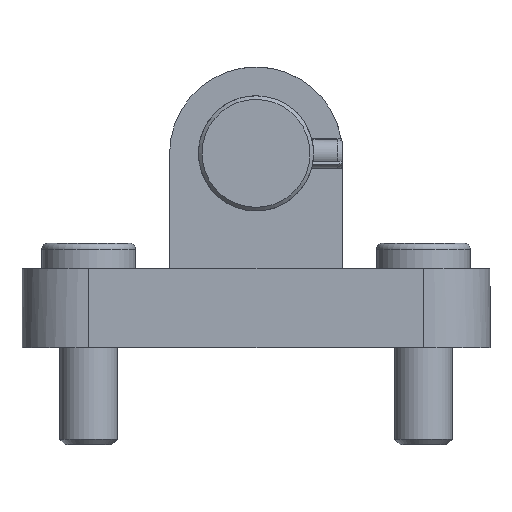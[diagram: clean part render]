
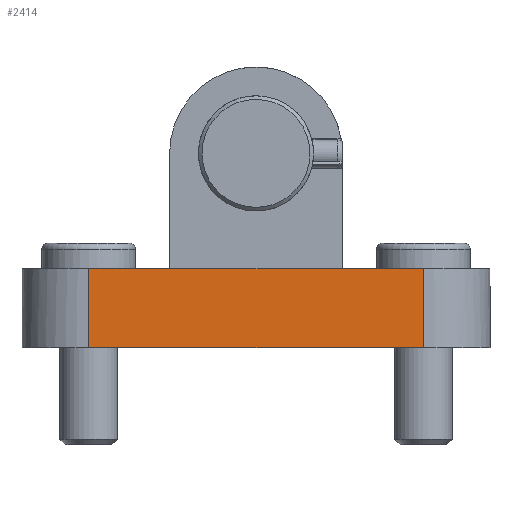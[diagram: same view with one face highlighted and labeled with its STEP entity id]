
A CAD part, left-side view. The second image highlights one B-rep face of the part: STEP entity #2414.
In plain terms, the highlighted planar face has unit normal (-1, 0, 0).
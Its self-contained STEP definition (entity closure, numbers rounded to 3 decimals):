
#153=LINE('',#3942,#306);
#189=LINE('',#4074,#342);
#190=LINE('',#4077,#343);
#191=LINE('',#4078,#344);
#306=VECTOR('',#3178,46.5);
#342=VECTOR('',#3324,11.);
#343=VECTOR('',#3327,46.5);
#344=VECTOR('',#3328,11.);
#622=FACE_OUTER_BOUND('',#831,.T.);
#831=EDGE_LOOP('',(#2014,#2015,#2016,#2017));
#1125=VERTEX_POINT('',#3939);
#1126=VERTEX_POINT('',#3941);
#1167=VERTEX_POINT('',#4072);
#1168=VERTEX_POINT('',#4076);
#1396=EDGE_CURVE('',#1126,#1125,#153,.T.);
#1456=EDGE_CURVE('',#1125,#1167,#189,.T.);
#1457=EDGE_CURVE('',#1167,#1168,#190,.T.);
#1458=EDGE_CURVE('',#1126,#1168,#191,.T.);
#2014=ORIENTED_EDGE('',*,*,#1457,.T.);
#2015=ORIENTED_EDGE('',*,*,#1458,.F.);
#2016=ORIENTED_EDGE('',*,*,#1396,.T.);
#2017=ORIENTED_EDGE('',*,*,#1456,.T.);
#2128=PLANE('',#2670);
#2414=ADVANCED_FACE('',(#622),#2128,.T.);
#2670=AXIS2_PLACEMENT_3D('',#4075,#3325,#3326);
#3178=DIRECTION('',(0.,1.,0.));
#3324=DIRECTION('',(0.,0.,-1.));
#3325=DIRECTION('center_axis',(-1.,0.,0.));
#3326=DIRECTION('ref_axis',(0.,0.,1.));
#3327=DIRECTION('',(0.,-1.,0.));
#3328=DIRECTION('',(0.,0.,-1.));
#3939=CARTESIAN_POINT('',(-32.5,23.25,11.));
#3941=CARTESIAN_POINT('',(-32.5,-23.25,11.));
#3942=CARTESIAN_POINT('',(-32.5,-23.25,11.));
#4072=CARTESIAN_POINT('',(-32.5,23.25,0.));
#4074=CARTESIAN_POINT('',(-32.5,23.25,11.));
#4075=CARTESIAN_POINT('Origin',(-32.5,23.25,11.));
#4076=CARTESIAN_POINT('',(-32.5,-23.25,0.));
#4077=CARTESIAN_POINT('',(-32.5,-23.25,0.));
#4078=CARTESIAN_POINT('',(-32.5,-23.25,11.));
